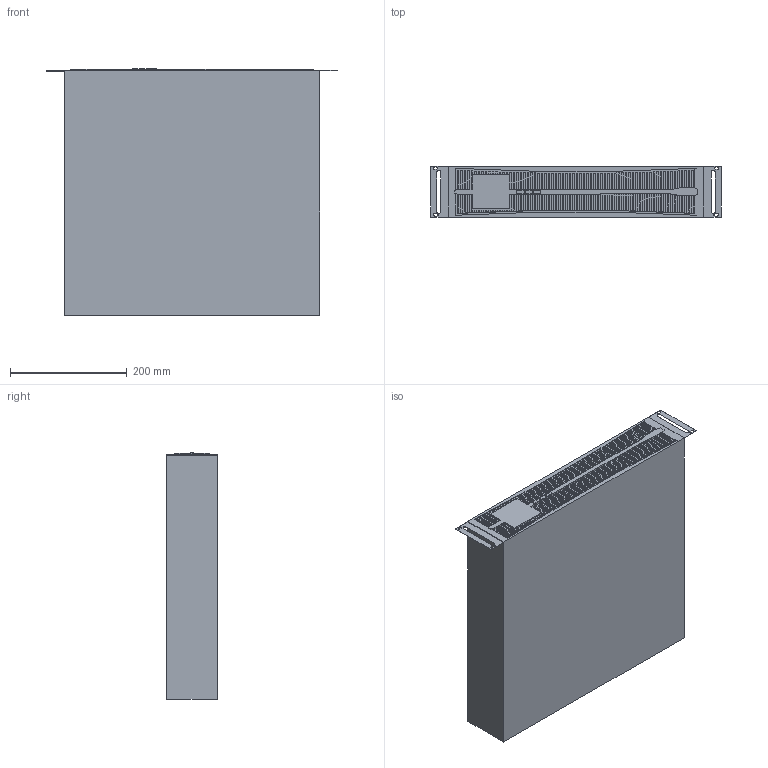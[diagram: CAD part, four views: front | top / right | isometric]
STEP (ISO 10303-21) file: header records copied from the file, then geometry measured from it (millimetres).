
FILE_DESCRIPTION (( 'STEP AP203' ), '1' );
FILE_NAME ('ÈÁÏ òèïà MPOR-001-1-03.STEP', '2023-10-11T12:47:22', ( '' ), ( '' ), 'SwSTEP 2.0', 'SolidWorks 2022', '' );
FILE_SCHEMA (( 'CONFIG_CONTROL_DESIGN' ));
Length unit declared in the file: millimetre
Products named in the file (1): ИБП типа MPOR-001-1-03
Bounding box: 498 x 87 x 423 mm (x, y, z)
Volume: 16004800.9 mm3; surface area: 536855.1 mm2
Topology: 1 solids, 1 shells, 637 faces, 1882 edges, 1252 vertices
Faces by surface type: plane 483, cylinder 154
Entity records: 21201 total; most frequent: CARTESIAN_POINT 3772, ORIENTED_EDGE 3764, DIRECTION 3466, EDGE_CURVE 1882, VECTOR 1574, LINE 1574, VERTEX_POINT 1252, AXIS2_PLACEMENT_3D 946
